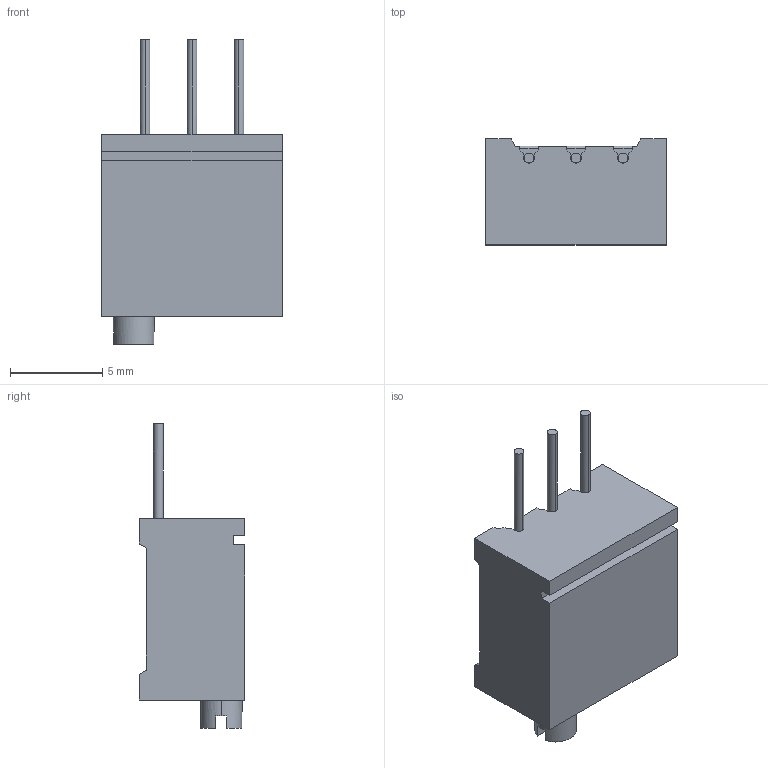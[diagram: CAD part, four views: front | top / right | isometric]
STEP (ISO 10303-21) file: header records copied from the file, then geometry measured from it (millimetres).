
FILE_DESCRIPTION((''),'2;1');
FILE_NAME('68W_SW0001','2013-03-04T',('BMozley'),(''),'PRO/ENGINEER BY PARAMETRIC TECHNOLOGY CORPORATION, 2012480','PRO/ENGINEER BY PARAMETRIC TECHNOLOGY CORPORATION, 2012480','');
FILE_SCHEMA(('CONFIG_CONTROL_DESIGN'));
Length unit declared in the file: inch
Products named in the file (1): 68W_SW0001
Bounding box: 9.78 x 5.71 x 16.46 mm (x, y, z)
Volume: 519 mm3; surface area: 468.9 mm2
Topology: 1 solids, 1 shells, 83 faces, 230 edges, 150 vertices
Faces by surface type: plane 65, cylinder 18
Entity records: 2690 total; most frequent: CARTESIAN_POINT 499, ORIENTED_EDGE 460, DIRECTION 430, EDGE_CURVE 230, VECTOR 188, LINE 188, VERTEX_POINT 150, AXIS2_PLACEMENT_3D 121
